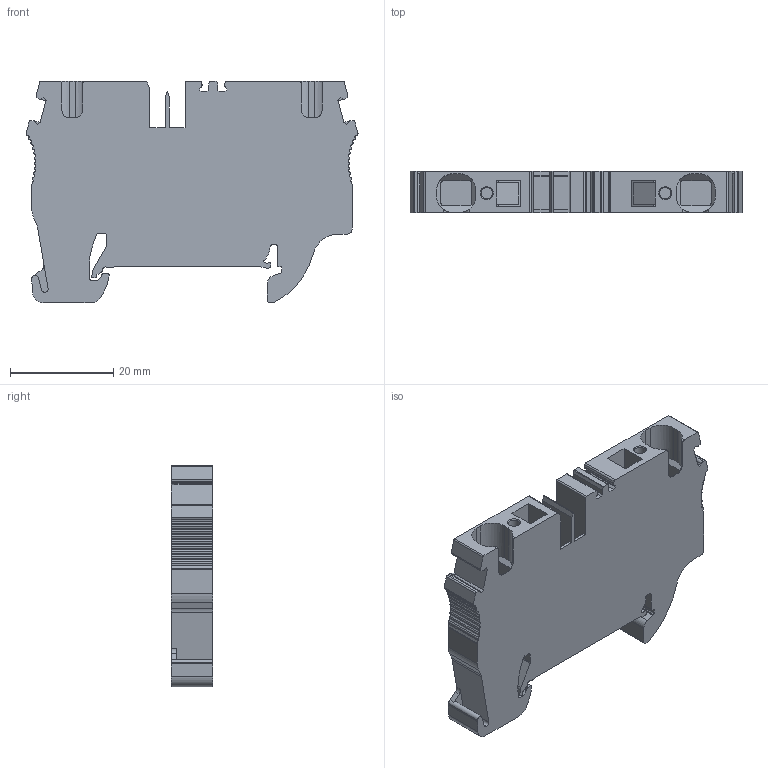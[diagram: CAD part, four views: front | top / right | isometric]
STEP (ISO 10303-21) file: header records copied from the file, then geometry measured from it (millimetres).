
FILE_DESCRIPTION(/* description */ ('Unknown'),/* implementation_level */ '2;1');
FILE_NAME(/* name */ 'SQ6_3D_SOLID_MODEL',/* time_stamp */ '2021-05-04T09:36:14+05:00',/* author */ ('Unknown'),/* organization */ ('Unknown'),/* preprocessor_version */ 'ST-DEVELOPER v16.7',/* originating_system */ 'DEX',/* authorisation */ $);
FILE_SCHEMA (('AUTOMOTIVE_DESIGN {1 0 10303 214 3 1 1}'));
Length unit declared in the file: millimetre
Products named in the file (1): SQ6_3D_SOLID_MODEL
Bounding box: 64.24 x 8 x 42.9 mm (x, y, z)
Volume: 14823.9 mm3; surface area: 8664.4 mm2
Topology: 1 solids, 1 shells, 321 faces, 943 edges, 628 vertices
Faces by surface type: plane 163, cylinder 156, cone 2
Full cylindrical faces by diameter (mm): 2.2 x2
Entity records: 10794 total; most frequent: CARTESIAN_POINT 1917, DIRECTION 1906, ORIENTED_EDGE 1878, EDGE_CURVE 939, AXIS2_PLACEMENT_3D 653, VERTEX_POINT 628, LINE 600, VECTOR 600
